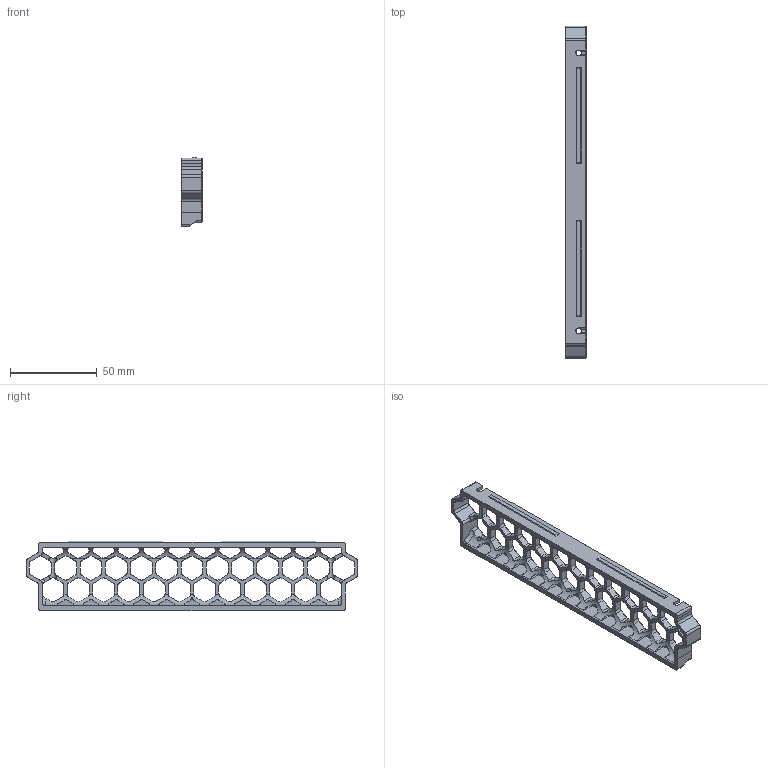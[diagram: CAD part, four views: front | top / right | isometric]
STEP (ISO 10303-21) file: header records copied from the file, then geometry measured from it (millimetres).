
FILE_DESCRIPTION(/* description */ (''),/* implementation_level */ '2;1');
FILE_NAME(/* name */ 'Side Skirt - 1PC.step',/* time_stamp */ '2023-01-21T11:10:13-05:00',/* author */ (''),/* organization */ (''),/* preprocessor_version */ 'ST-DEVELOPER v19.2',/* originating_system */ 'Autodesk Translation Framework v11.17.0.187',/* authorisation */ '');
FILE_SCHEMA (('AUTOMOTIVE_DESIGN { 1 0 10303 214 3 1 1 }'));
Length unit declared in the file: millimetre
Products named in the file (1): Side Skirt - 1PC
Bounding box: 12 x 190.93 x 39.9 mm (x, y, z)
Volume: 20425.4 mm3; surface area: 20561.6 mm2
Topology: 1 solids, 1 shells, 1050 faces, 2794 edges, 1704 vertices
Faces by surface type: plane 522, cylinder 295, cone 221, bspline 6, torus 6
Full cylindrical faces by diameter (mm): 3 x3
Entity records: 33571 total; most frequent: CARTESIAN_POINT 7257, ORIENTED_EDGE 5588, DIRECTION 5480, EDGE_CURVE 2794, AXIS2_PLACEMENT_3D 1842, LINE 1796, VECTOR 1796, VERTEX_POINT 1704
